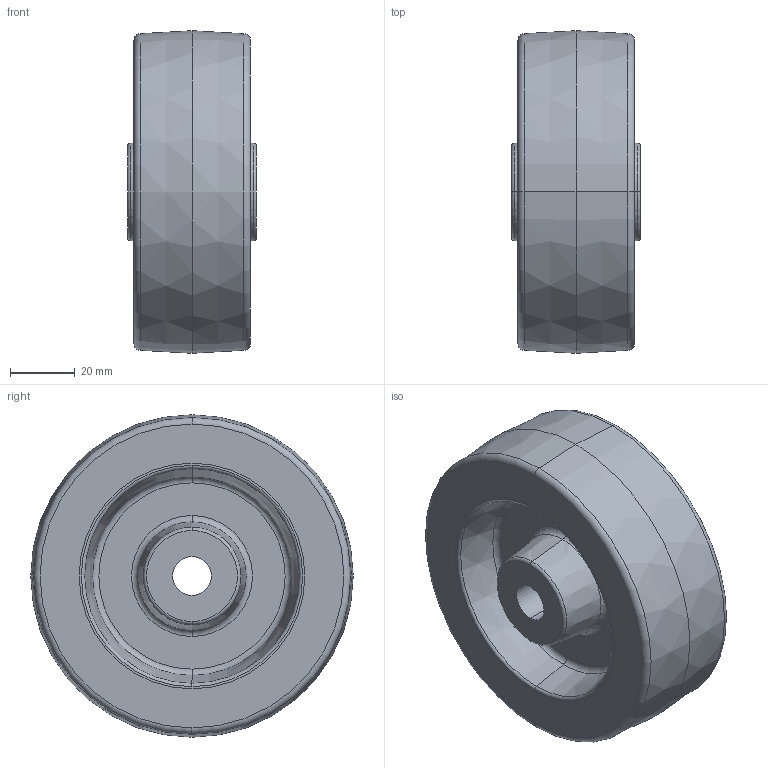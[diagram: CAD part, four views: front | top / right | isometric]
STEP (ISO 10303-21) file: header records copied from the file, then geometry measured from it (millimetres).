
FILE_DESCRIPTION (( 'STEP AP214' ), '1' );
FILE_NAME ('0028013.step', '2020-11-23T08:43:24', ( '' ), ( '' ), 'SwSTEP 2.0', 'SolidWorks 2018', '' );
FILE_SCHEMA (( 'AUTOMOTIVE_DESIGN' ));
Length unit declared in the file: millimetre
Products named in the file (1): 0028013
Bounding box: 40 x 100 x 100 mm (x, y, z)
Volume: 208076.4 mm3; surface area: 49870.6 mm2
Topology: 2 solids, 2 shells, 46 faces, 92 edges, 54 vertices
Faces by surface type: torus 20, cone 12, plane 8, cylinder 6
Entity records: 1375 total; most frequent: DIRECTION 260, CARTESIAN_POINT 193, ORIENTED_EDGE 184, AXIS2_PLACEMENT_3D 121, EDGE_CURVE 92, CIRCLE 74, EDGE_LOOP 54, VERTEX_POINT 54
